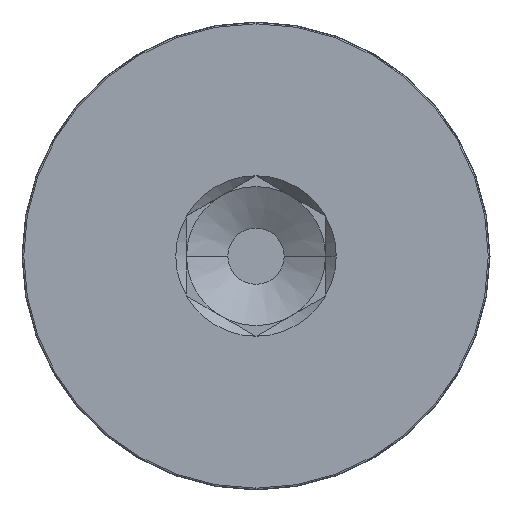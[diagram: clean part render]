
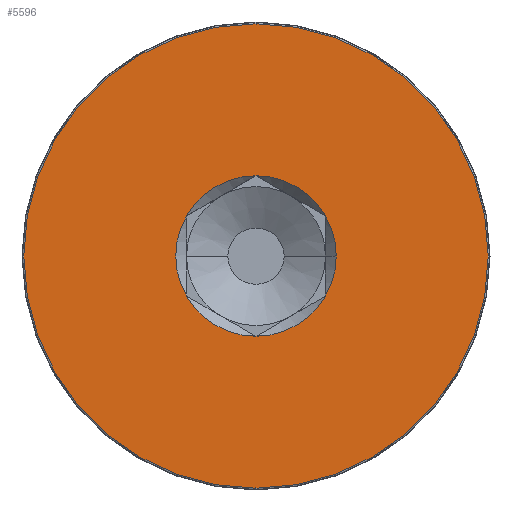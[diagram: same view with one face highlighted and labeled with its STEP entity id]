
A CAD part, top view. The second image highlights one B-rep face of the part: STEP entity #5596.
In plain terms, the highlighted planar face has unit normal (0, 0, 1).
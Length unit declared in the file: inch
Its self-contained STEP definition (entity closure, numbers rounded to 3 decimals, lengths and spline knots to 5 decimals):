
#36 = ORIENTED_EDGE ( 'NONE', *, *, #9212, .T. ) ;
#543 = ORIENTED_EDGE ( 'NONE', *, *, #6108, .T. ) ;
#879 = CARTESIAN_POINT ( 'NONE',  ( 0.07812, 0.04511, 0.161 ) ) ;
#1052 = EDGE_LOOP ( 'NONE', ( #543, #36 ) ) ;
#1185 = CIRCLE ( 'NONE', #1186, 0.26111 ) ;
#1186 = AXIS2_PLACEMENT_3D ( 'NONE', #1187, #1188, #1189 ) ;
#1187 = CARTESIAN_POINT ( 'NONE',  ( 0., 0., 0.161 ) ) ;
#1188 = DIRECTION ( 'NONE',  ( 0., 0., 1. ) ) ;
#1189 = DIRECTION ( 'NONE',  ( 1., 0., 0. ) ) ;
#1286 = EDGE_CURVE ( 'NONE', #5442, #2161, #7582, .T. ) ;
#1593 = CARTESIAN_POINT ( 'NONE',  ( 0., -0.09021, 0.161 ) ) ;
#1658 = ORIENTED_EDGE ( 'NONE', *, *, #1286, .F. ) ;
#2084 = CIRCLE ( 'NONE', #2085, 0.09021 ) ;
#2085 = AXIS2_PLACEMENT_3D ( 'NONE', #2086, #2087, #2088 ) ;
#2086 = CARTESIAN_POINT ( 'NONE',  ( 0., 0., 0.161 ) ) ;
#2087 = DIRECTION ( 'NONE',  ( 0., 0., 1. ) ) ;
#2088 = DIRECTION ( 'NONE',  ( 1., 0., 0. ) ) ;
#2161 = VERTEX_POINT ( 'NONE', #8344 ) ;
#2867 = CARTESIAN_POINT ( 'NONE',  ( 0.07812, -0.04511, 0.161 ) ) ;
#2979 = CIRCLE ( 'NONE', #2980, 0.09021 ) ;
#2980 = AXIS2_PLACEMENT_3D ( 'NONE', #2981, #2987, #2988 ) ;
#2981 = CARTESIAN_POINT ( 'NONE',  ( 0., 0., 0.161 ) ) ;
#2987 = DIRECTION ( 'NONE',  ( 0., 0., 1. ) ) ;
#2988 = DIRECTION ( 'NONE',  ( 1., 0., 0. ) ) ;
#3891 = CARTESIAN_POINT ( 'NONE',  ( 0., 0.09021, 0.161 ) ) ;
#3939 = CIRCLE ( 'NONE', #3940, 0.09021 ) ;
#3940 = AXIS2_PLACEMENT_3D ( 'NONE', #3941, #3942, #3943 ) ;
#3941 = CARTESIAN_POINT ( 'NONE',  ( 0., 0., 0.161 ) ) ;
#3942 = DIRECTION ( 'NONE',  ( 0., 0., 1. ) ) ;
#3943 = DIRECTION ( 'NONE',  ( 1., 0., 0. ) ) ;
#4235 = CARTESIAN_POINT ( 'NONE',  ( 0.26111, 0., 0.161 ) ) ;
#4408 = CARTESIAN_POINT ( 'NONE',  ( 0.09021, 0., 0.161 ) ) ;
#4893 = FACE_BOUND ( 'NONE', #5564, .T. ) ;
#4894 = FACE_OUTER_BOUND ( 'NONE', #1052, .T. ) ;
#4895 = PLANE ( 'NONE',  #4896 ) ;
#4896 = AXIS2_PLACEMENT_3D ( 'NONE', #4897, #4898, #4899 ) ;
#4897 = CARTESIAN_POINT ( 'NONE',  ( 0., 0., 0.161 ) ) ;
#4898 = DIRECTION ( 'NONE',  ( 0., 0., 1. ) ) ;
#4899 = DIRECTION ( 'NONE',  ( 1., 0., 0. ) ) ;
#5006 = CARTESIAN_POINT ( 'NONE',  ( -0.26111, 0., 0.161 ) ) ;
#5442 = VERTEX_POINT ( 'NONE', #3891 ) ;
#5452 = EDGE_CURVE ( 'NONE', #9016, #5442, #3939, .T. ) ;
#5498 = ORIENTED_EDGE ( 'NONE', *, *, #5452, .F. ) ;
#5564 = EDGE_LOOP ( 'NONE', ( #5498, #6944, #6530, #6397, #6239, #6101, #1658 ) ) ;
#5596 = ADVANCED_FACE ( 'NONE', ( #4893, #4894 ), #4895, .T. ) ;
#5614 = VERTEX_POINT ( 'NONE', #5006 ) ;
#6026 = EDGE_CURVE ( 'NONE', #7925, #9016, #8280, .T. ) ;
#6059 = EDGE_CURVE ( 'NONE', #2161, #6163, #8578, .T. ) ;
#6101 = ORIENTED_EDGE ( 'NONE', *, *, #6059, .F. ) ;
#6108 = EDGE_CURVE ( 'NONE', #7523, #5614, #8855, .T. ) ;
#6163 = VERTEX_POINT ( 'NONE', #9203 ) ;
#6193 = EDGE_CURVE ( 'NONE', #6163, #6323, #9505, .T. ) ;
#6239 = ORIENTED_EDGE ( 'NONE', *, *, #6193, .F. ) ;
#6323 = VERTEX_POINT ( 'NONE', #1593 ) ;
#6352 = EDGE_CURVE ( 'NONE', #6323, #6456, #2084, .T. ) ;
#6397 = ORIENTED_EDGE ( 'NONE', *, *, #6352, .F. ) ;
#6456 = VERTEX_POINT ( 'NONE', #2867 ) ;
#6483 = EDGE_CURVE ( 'NONE', #6456, #7925, #2979, .T. ) ;
#6530 = ORIENTED_EDGE ( 'NONE', *, *, #6483, .F. ) ;
#6944 = ORIENTED_EDGE ( 'NONE', *, *, #6026, .F. ) ;
#7523 = VERTEX_POINT ( 'NONE', #4235 ) ;
#7582 = CIRCLE ( 'NONE', #7583, 0.09021 ) ;
#7583 = AXIS2_PLACEMENT_3D ( 'NONE', #7584, #7585, #7586 ) ;
#7584 = CARTESIAN_POINT ( 'NONE',  ( 0., 0., 0.161 ) ) ;
#7585 = DIRECTION ( 'NONE',  ( 0., 0., 1. ) ) ;
#7586 = DIRECTION ( 'NONE',  ( 1., 0., 0. ) ) ;
#7925 = VERTEX_POINT ( 'NONE', #4408 ) ;
#8280 = CIRCLE ( 'NONE', #8281, 0.09021 ) ;
#8281 = AXIS2_PLACEMENT_3D ( 'NONE', #8282, #8283, #8284 ) ;
#8282 = CARTESIAN_POINT ( 'NONE',  ( 0., 0., 0.161 ) ) ;
#8283 = DIRECTION ( 'NONE',  ( 0., 0., 1. ) ) ;
#8284 = DIRECTION ( 'NONE',  ( 1., 0., 0. ) ) ;
#8344 = CARTESIAN_POINT ( 'NONE',  ( -0.07812, 0.04511, 0.161 ) ) ;
#8578 = CIRCLE ( 'NONE', #8579, 0.09021 ) ;
#8579 = AXIS2_PLACEMENT_3D ( 'NONE', #8580, #8581, #8583 ) ;
#8580 = CARTESIAN_POINT ( 'NONE',  ( 0., 0., 0.161 ) ) ;
#8581 = DIRECTION ( 'NONE',  ( 0., 0., 1. ) ) ;
#8583 = DIRECTION ( 'NONE',  ( 1., 0., 0. ) ) ;
#8855 = CIRCLE ( 'NONE', #8856, 0.26111 ) ;
#8856 = AXIS2_PLACEMENT_3D ( 'NONE', #8857, #8858, #8859 ) ;
#8857 = CARTESIAN_POINT ( 'NONE',  ( 0., 0., 0.161 ) ) ;
#8858 = DIRECTION ( 'NONE',  ( 0., 0., 1. ) ) ;
#8859 = DIRECTION ( 'NONE',  ( 1., 0., 0. ) ) ;
#9016 = VERTEX_POINT ( 'NONE', #879 ) ;
#9203 = CARTESIAN_POINT ( 'NONE',  ( -0.07813, -0.04511, 0.161 ) ) ;
#9212 = EDGE_CURVE ( 'NONE', #5614, #7523, #1185, .T. ) ;
#9505 = CIRCLE ( 'NONE', #9506, 0.09021 ) ;
#9506 = AXIS2_PLACEMENT_3D ( 'NONE', #9507, #9508, #9509 ) ;
#9507 = CARTESIAN_POINT ( 'NONE',  ( 0., 0., 0.161 ) ) ;
#9508 = DIRECTION ( 'NONE',  ( 0., 0., 1. ) ) ;
#9509 = DIRECTION ( 'NONE',  ( 1., 0., 0. ) ) ;
